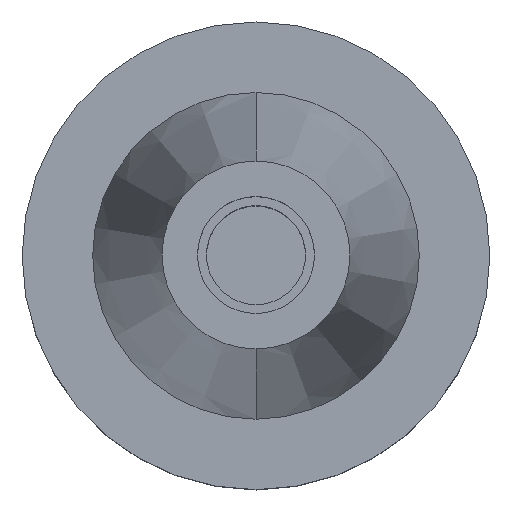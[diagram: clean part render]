
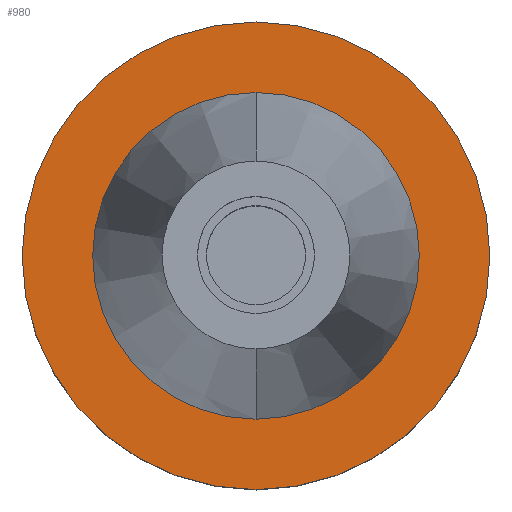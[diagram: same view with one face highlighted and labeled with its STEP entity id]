
A CAD part, top view. The second image highlights one B-rep face of the part: STEP entity #980.
In plain terms, the highlighted planar face has unit normal (0, 0, 1).
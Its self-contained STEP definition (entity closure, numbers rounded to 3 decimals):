
#170=CARTESIAN_POINT('',(0.,0.,-1.5));
#171=DIRECTION('',(0.,0.,-1.));
#172=DIRECTION('',(0.,1.,0.));
#173=AXIS2_PLACEMENT_3D('',#170,#171,#172);
#178=CARTESIAN_POINT('',(0.,0.,-1.5));
#179=DIRECTION('',(0.,0.,-1.));
#180=DIRECTION('',(0.,-1.,0.));
#181=AXIS2_PLACEMENT_3D('',#178,#179,#180);
#186=CARTESIAN_POINT('',(0.,0.,-1.5));
#187=DIRECTION('',(0.,0.,1.));
#188=DIRECTION('',(0.,1.,0.));
#189=AXIS2_PLACEMENT_3D('',#186,#187,#188);
#194=CARTESIAN_POINT('',(0.,0.,-1.5));
#195=DIRECTION('',(0.,0.,1.));
#196=DIRECTION('',(0.,-1.,0.));
#197=AXIS2_PLACEMENT_3D('',#194,#195,#196);
#726=CARTESIAN_POINT('',(0.,34.925,-1.5));
#727=VERTEX_POINT('',#726);
#728=CARTESIAN_POINT('',(0.,-34.925,-1.5));
#729=VERTEX_POINT('',#728);
#730=CARTESIAN_POINT('',(0.,50.,-1.5));
#731=CARTESIAN_POINT('',(0.,-50.,-1.5));
#732=VERTEX_POINT('',#730);
#733=VERTEX_POINT('',#731);
#965=CARTESIAN_POINT('',(0.,0.,-1.5));
#966=DIRECTION('',(0.,0.,-1.));
#967=DIRECTION('',(0.,-1.,0.));
#968=AXIS2_PLACEMENT_3D('',#965,#966,#967);
#969=PLANE('',#968);
#971=ORIENTED_EDGE('',*,*,#970,.T.);
#973=ORIENTED_EDGE('',*,*,#972,.T.);
#974=EDGE_LOOP('',(#971,#973));
#975=FACE_OUTER_BOUND('',#974,.F.);
#976=ORIENTED_EDGE('',*,*,#947,.T.);
#977=ORIENTED_EDGE('',*,*,#958,.T.);
#978=EDGE_LOOP('',(#976,#977));
#979=FACE_BOUND('',#978,.F.);
#174=CIRCLE('',#173,50.);
#182=CIRCLE('',#181,50.);
#190=CIRCLE('',#189,34.925);
#198=CIRCLE('',#197,34.925);
#947=EDGE_CURVE('',#727,#729,#190,.T.);
#958=EDGE_CURVE('',#729,#727,#198,.T.);
#970=EDGE_CURVE('',#732,#733,#174,.T.);
#972=EDGE_CURVE('',#733,#732,#182,.T.);
#980=ADVANCED_FACE('',(#975,#979),#969,.F.);
